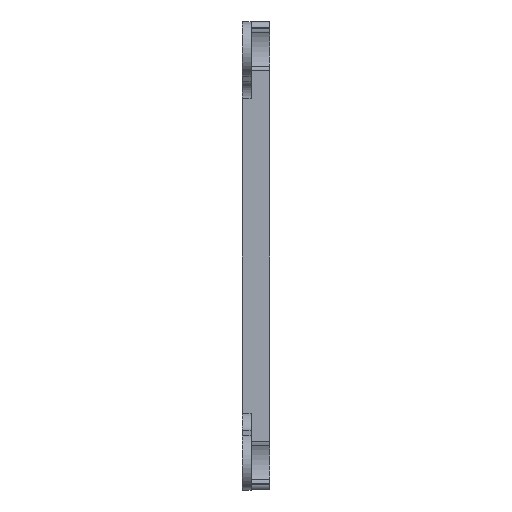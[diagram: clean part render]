
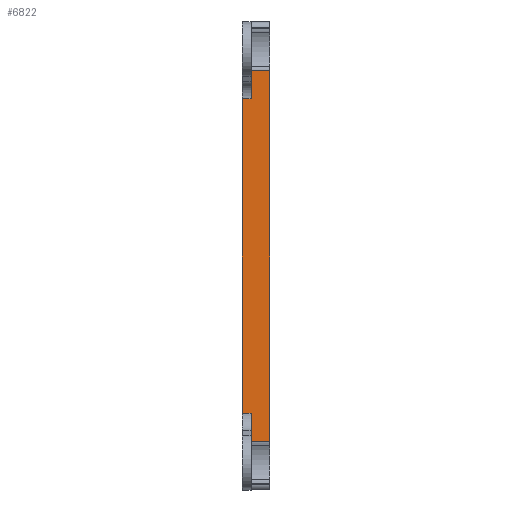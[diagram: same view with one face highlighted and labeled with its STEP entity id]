
A CAD part, left-side view. The second image highlights one B-rep face of the part: STEP entity #6822.
In plain terms, the highlighted planar face has unit normal (-1, 0, 0).
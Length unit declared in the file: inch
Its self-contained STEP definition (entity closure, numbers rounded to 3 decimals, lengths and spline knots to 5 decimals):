
#392=FACE_OUTER_BOUND('',#759,.T.);
#759=EDGE_LOOP('',(#4903,#4904,#4905,#4906,#4907,#4908,#4909,#4910));
#1138=LINE('',#9775,#1964);
#1375=LINE('',#10443,#2201);
#1376=LINE('',#10447,#2202);
#1377=LINE('',#10449,#2203);
#1378=LINE('',#10451,#2204);
#1379=LINE('',#10453,#2205);
#1380=LINE('',#10455,#2206);
#1381=LINE('',#10456,#2207);
#1964=VECTOR('',#7794,0.3937);
#2201=VECTOR('',#8259,0.3937);
#2202=VECTOR('',#8264,0.3937);
#2203=VECTOR('',#8265,0.3937);
#2204=VECTOR('',#8266,0.3937);
#2205=VECTOR('',#8267,0.3937);
#2206=VECTOR('',#8268,0.3937);
#2207=VECTOR('',#8269,0.3937);
#2798=VERTEX_POINT('',#9772);
#2799=VERTEX_POINT('',#9774);
#3116=VERTEX_POINT('',#10442);
#3117=VERTEX_POINT('',#10446);
#3118=VERTEX_POINT('',#10448);
#3119=VERTEX_POINT('',#10450);
#3120=VERTEX_POINT('',#10452);
#3121=VERTEX_POINT('',#10454);
#3494=EDGE_CURVE('',#2798,#2799,#1138,.T.);
#3825=EDGE_CURVE('',#2799,#3116,#1375,.T.);
#3827=EDGE_CURVE('',#3117,#2798,#1376,.T.);
#3828=EDGE_CURVE('',#3118,#3117,#1377,.T.);
#3829=EDGE_CURVE('',#3119,#3118,#1378,.T.);
#3830=EDGE_CURVE('',#3120,#3119,#1379,.T.);
#3831=EDGE_CURVE('',#3121,#3120,#1380,.T.);
#3832=EDGE_CURVE('',#3116,#3121,#1381,.T.);
#4903=ORIENTED_EDGE('',*,*,#3825,.F.);
#4904=ORIENTED_EDGE('',*,*,#3494,.F.);
#4905=ORIENTED_EDGE('',*,*,#3827,.F.);
#4906=ORIENTED_EDGE('',*,*,#3828,.F.);
#4907=ORIENTED_EDGE('',*,*,#3829,.F.);
#4908=ORIENTED_EDGE('',*,*,#3830,.F.);
#4909=ORIENTED_EDGE('',*,*,#3831,.F.);
#4910=ORIENTED_EDGE('',*,*,#3832,.F.);
#6557=PLANE('',#7297);
#6822=ADVANCED_FACE('',(#392),#6557,.T.);
#7297=AXIS2_PLACEMENT_3D('',#10445,#8262,#8263);
#7794=DIRECTION('',(0.,0.,-1.));
#8259=DIRECTION('',(0.,1.,0.));
#8262=DIRECTION('center_axis',(-1.,0.,0.));
#8263=DIRECTION('ref_axis',(0.,0.,-1.));
#8264=DIRECTION('',(0.,-1.,0.));
#8265=DIRECTION('',(0.,0.,1.));
#8266=DIRECTION('',(0.,-1.,0.));
#8267=DIRECTION('',(0.,0.,1.));
#8268=DIRECTION('',(0.,1.,0.));
#8269=DIRECTION('',(0.,0.,1.));
#9772=CARTESIAN_POINT('',(0.66572,-0.61181,2.58755));
#9774=CARTESIAN_POINT('',(0.66572,-0.61181,0.06462));
#9775=CARTESIAN_POINT('',(0.66572,-0.61181,2.91984));
#10442=CARTESIAN_POINT('',(0.66572,-0.48583,0.06462));
#10443=CARTESIAN_POINT('',(0.66572,-0.48583,0.06462));
#10445=CARTESIAN_POINT('Origin',(0.66572,-0.42678,2.91984));
#10446=CARTESIAN_POINT('',(0.66572,-0.48583,2.58755));
#10447=CARTESIAN_POINT('',(0.66572,-0.48583,2.58755));
#10448=CARTESIAN_POINT('',(0.66572,-0.48583,2.39763));
#10449=CARTESIAN_POINT('',(0.66572,-0.48583,-0.26766));
#10450=CARTESIAN_POINT('',(0.66572,-0.42678,2.39763));
#10451=CARTESIAN_POINT('',(0.66572,-0.42678,2.39763));
#10452=CARTESIAN_POINT('',(0.66572,-0.42678,0.25454));
#10453=CARTESIAN_POINT('',(0.66572,-0.42678,-0.26766));
#10454=CARTESIAN_POINT('',(0.66572,-0.48583,0.25454));
#10455=CARTESIAN_POINT('',(0.66572,-0.42678,0.25454));
#10456=CARTESIAN_POINT('',(0.66572,-0.48583,-0.26766));
